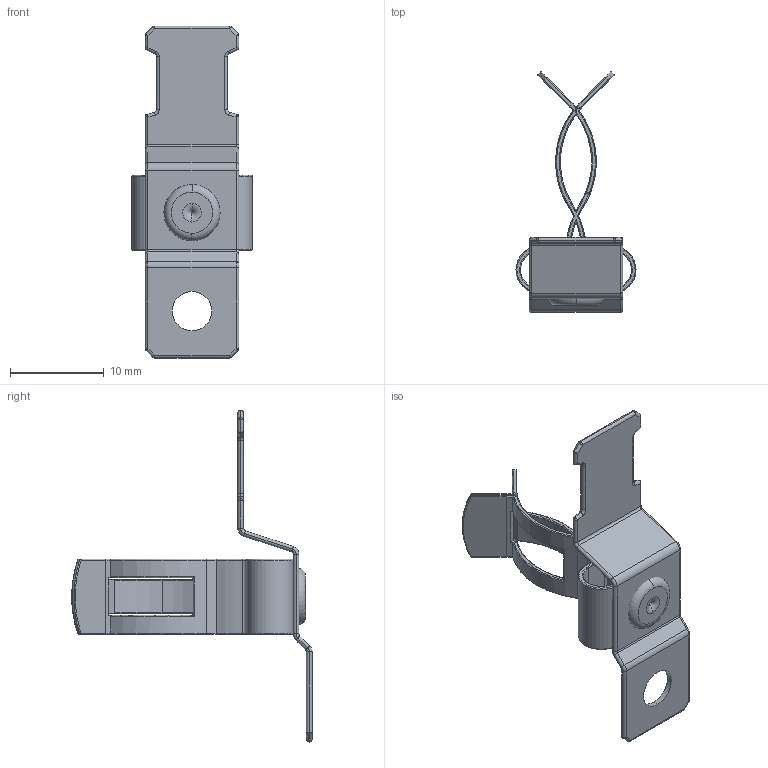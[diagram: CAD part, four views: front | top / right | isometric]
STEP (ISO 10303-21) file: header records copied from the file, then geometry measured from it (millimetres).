
FILE_DESCRIPTION (( 'STEP AP214' ), '1' );
FILE_NAME ('1022-211.STEP', '2024-01-04T14:27:18', ( '' ), ( '' ), 'SwSTEP 2.0', 'SolidWorks 2022', '' );
FILE_SCHEMA (( 'AUTOMOTIVE_DESIGN' ));
Length unit declared in the file: millimetre
Products named in the file (4): 3x1,5_1mm Blechstärke; 1011-001; 1022-064; 1022-211
Assembly tree (3 placements, depth 2):
  1022-211
    1022-064
    3x1,5_1mm Blechstärke
    1011-001
Bounding box: 12.8 x 25.61 x 35.4 mm (x, y, z)
Volume: 500.2 mm3; surface area: 1885.1 mm2
Topology: 3 solids, 3 shells, 359 faces, 839 edges, 455 vertices
Faces by surface type: cylinder 150, bspline 108, plane 56, torus 32, sphere 13
Entity records: 12149 total; most frequent: CARTESIAN_POINT 4442, ORIENTED_EDGE 1618, DIRECTION 1523, EDGE_CURVE 809, AXIS2_PLACEMENT_3D 620, VERTEX_POINT 455, EDGE_LOOP 370, CIRCLE 363
